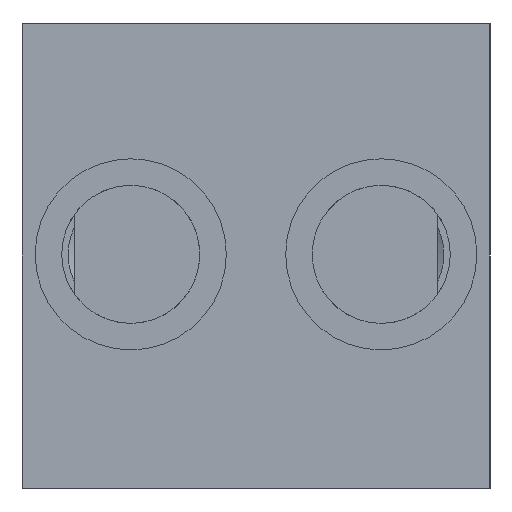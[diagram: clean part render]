
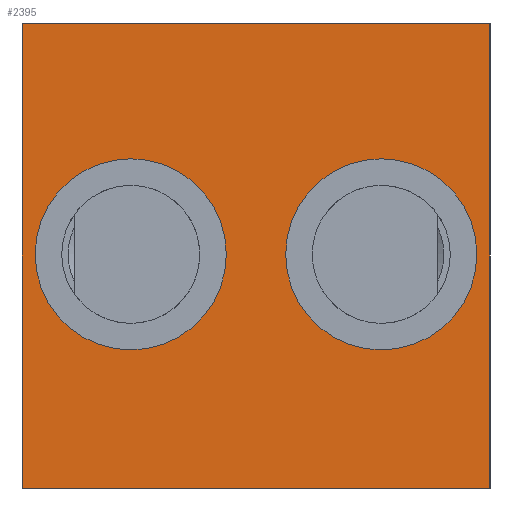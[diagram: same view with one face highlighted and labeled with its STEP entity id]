
A CAD part, left-side view. The second image highlights one B-rep face of the part: STEP entity #2395.
In plain terms, the highlighted planar face has unit normal (-1, 0, 0).
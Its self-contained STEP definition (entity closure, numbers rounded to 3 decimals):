
#269=LINE('',#3994,#373);
#271=LINE('',#3998,#375);
#272=LINE('',#4000,#376);
#273=LINE('',#4002,#377);
#373=VECTOR('',#3156,1000.);
#375=VECTOR('',#3160,1000.);
#376=VECTOR('',#3161,1000.);
#377=VECTOR('',#3162,1000.);
#571=ORIENTED_EDGE('',*,*,#1155,.T.);
#572=ORIENTED_EDGE('',*,*,#1157,.F.);
#573=ORIENTED_EDGE('',*,*,#1158,.F.);
#574=ORIENTED_EDGE('',*,*,#1159,.F.);
#575=ORIENTED_EDGE('',*,*,#1160,.T.);
#576=ORIENTED_EDGE('',*,*,#1161,.T.);
#1155=EDGE_CURVE('',#1441,#1440,#269,.T.);
#1157=EDGE_CURVE('',#1442,#1440,#271,.T.);
#1158=EDGE_CURVE('',#1443,#1442,#272,.T.);
#1159=EDGE_CURVE('',#1441,#1443,#273,.T.);
#1160=EDGE_CURVE('',#1444,#1444,#1576,.T.);
#1161=EDGE_CURVE('',#1445,#1445,#1577,.T.);
#1440=VERTEX_POINT('',#3993);
#1441=VERTEX_POINT('',#3995);
#1442=VERTEX_POINT('',#3999);
#1443=VERTEX_POINT('',#4001);
#1444=VERTEX_POINT('',#4004);
#1445=VERTEX_POINT('',#4006);
#1576=CIRCLE('',#2631,14.5);
#1577=CIRCLE('',#2632,14.5);
#1739=EDGE_LOOP('',(#571,#572,#573,#574));
#1740=EDGE_LOOP('',(#575));
#1741=EDGE_LOOP('',(#576));
#2026=FACE_BOUND('',#1739,.T.);
#2027=FACE_BOUND('',#1740,.T.);
#2028=FACE_BOUND('',#1741,.T.);
#2307=PLANE('',#2630);
#2395=ADVANCED_FACE('',(#2026,#2027,#2028),#2307,.F.);
#2630=AXIS2_PLACEMENT_3D('',#3997,#3158,#3159);
#2631=AXIS2_PLACEMENT_3D('',#4003,#3163,#3164);
#2632=AXIS2_PLACEMENT_3D('',#4005,#3165,#3166);
#3156=DIRECTION('',(0.,0.,-1.));
#3158=DIRECTION('',(1.,0.,0.));
#3159=DIRECTION('',(0.,0.,-1.));
#3160=DIRECTION('',(0.,1.,0.));
#3161=DIRECTION('',(0.,0.,-1.));
#3162=DIRECTION('',(0.,-1.,0.));
#3163=DIRECTION('',(1.,0.,0.));
#3164=DIRECTION('',(0.,1.,0.));
#3165=DIRECTION('',(1.,0.,0.));
#3166=DIRECTION('',(0.,1.,0.));
#3993=CARTESIAN_POINT('',(455.5,71.,45.));
#3994=CARTESIAN_POINT('',(455.5,71.,80.25));
#3995=CARTESIAN_POINT('',(455.5,71.,115.5));
#3997=CARTESIAN_POINT('',(455.5,35.5,80.25));
#3998=CARTESIAN_POINT('',(455.5,35.5,45.));
#3999=CARTESIAN_POINT('',(455.5,0.,45.));
#4000=CARTESIAN_POINT('',(455.5,0.,80.25));
#4001=CARTESIAN_POINT('',(455.5,0.,115.5));
#4002=CARTESIAN_POINT('',(455.5,35.5,115.5));
#4003=CARTESIAN_POINT('',(455.5,16.5,80.5));
#4004=CARTESIAN_POINT('',(455.5,31.,80.5));
#4005=CARTESIAN_POINT('',(455.5,54.5,80.5));
#4006=CARTESIAN_POINT('',(455.5,69.,80.5));
